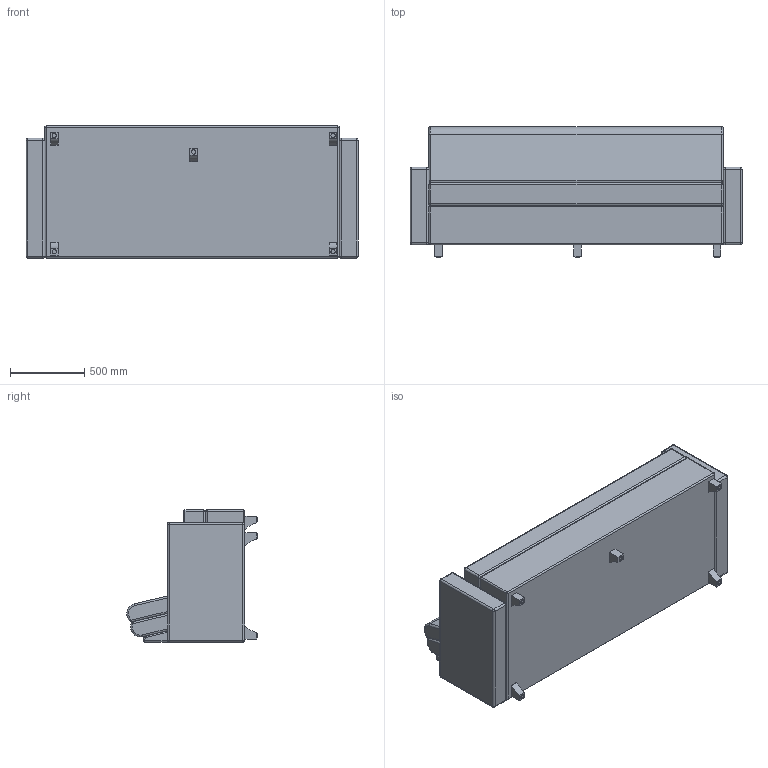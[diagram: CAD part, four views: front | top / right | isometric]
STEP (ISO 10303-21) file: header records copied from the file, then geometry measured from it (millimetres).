
FILE_DESCRIPTION(/* description */ (''),/* implementation_level */ '2;1');
FILE_NAME(/* name */ 'MW1278UFF.stp',/* time_stamp */ '2019-05-29T11:01:45-04:00',/* author */ ('jbosley'),/* organization */ (''),/* preprocessor_version */ 'ST-DEVELOPER v16.13',/* originating_system */ 'Autodesk Inventor 2018',/* authorisation */ '');
FILE_SCHEMA (('AUTOMOTIVE_DESIGN { 1 0 10303 214 3 1 1 }'));
Length unit declared in the file: inch
Products named in the file (8): MW1278UFF; UBASE 1278UF; USEAT 1278; 1278 REAR BACK; 1278 FRONT BACK; LEG WBO SQ 14-1; GLIDE APFAA06-1; MW1276 ARM
Assembly tree (16 placements, depth 2):
  MW1278UFF
    UBASE 1278UF
    USEAT 1278
    1278 REAR BACK
    1278 FRONT BACK
    LEG WBO SQ 14-1  x5
    GLIDE APFAA06-1  x5
    MW1276 ARM  x2
Bounding box: 2235.2 x 880.47 x 889 mm (x, y, z)
Volume: 1040601903.8 mm3; surface area: 16702135.3 mm2
Topology: 16 solids, 16 shells, 252 faces, 486 edges, 271 vertices
Faces by surface type: cylinder 107, plane 84, sphere 44, torus 12, cone 5
Full cylindrical faces by diameter (mm): 4.762 x5, 9.525 x5, 19.05 x5, 28.575 x5
Entity records: 4459 total; most frequent: DIRECTION 860, CARTESIAN_POINT 676, ORIENTED_EDGE 632, AXIS2_PLACEMENT_3D 354, EDGE_CURVE 316, EDGE_LOOP 174, VERTEX_POINT 170, FACE_OUTER_BOUND 166
